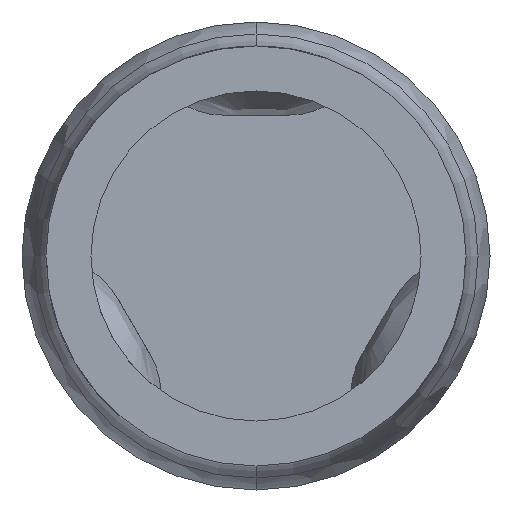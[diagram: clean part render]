
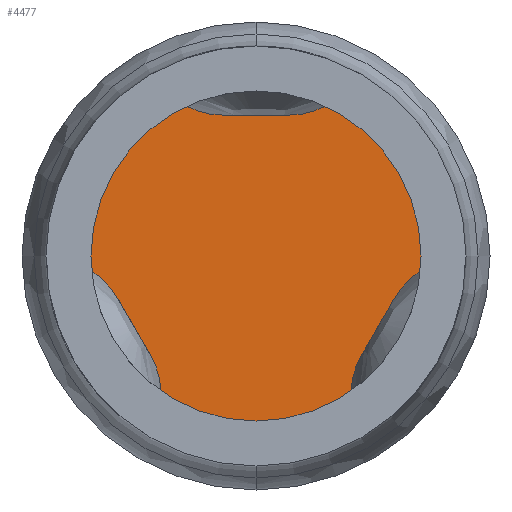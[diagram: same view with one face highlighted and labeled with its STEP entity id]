
A CAD part, front view. The second image highlights one B-rep face of the part: STEP entity #4477.
In plain terms, the highlighted planar face has unit normal (0, -1, 0).
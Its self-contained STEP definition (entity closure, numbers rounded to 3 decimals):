
#107 = CARTESIAN_POINT ( 'NONE',  ( 0., -27.781, 0. ) ) ;
#213 = PLANE ( 'NONE',  #4357 ) ;
#474 = CIRCLE ( 'NONE', #2886, 0.278 ) ;
#700 = CARTESIAN_POINT ( 'NONE',  ( 0., -27.781, -0.278 ) ) ;
#737 = VERTEX_POINT ( 'NONE', #700 ) ;
#797 = DIRECTION ( 'NONE',  ( 0., 0., 1. ) ) ;
#845 = DIRECTION ( 'NONE',  ( 0., 0., 1. ) ) ;
#1199 = AXIS2_PLACEMENT_3D ( 'NONE', #4661, #5091, #797 ) ;
#1610 = EDGE_CURVE ( 'Defeature ausgef�hrt1_41+Defeature ausgef�hrt1_25+Defeature ausgef�hrt1_25+Defeature ausgef�hrt1_25', #737, #2701, #474, .T. ) ;
#1623 = CARTESIAN_POINT ( 'NONE',  ( 0., -27.781, 0. ) ) ;
#1675 = DIRECTION ( 'NONE',  ( 0., -1., 0. ) ) ;
#2096 = ORIENTED_EDGE ( 'NONE', *, *, #4122, .T. ) ;
#2548 = FACE_OUTER_BOUND ( 'NONE', #3185, .T. ) ;
#2554 = DIRECTION ( 'NONE',  ( 0., 0., -1. ) ) ;
#2701 = VERTEX_POINT ( 'NONE', #3493 ) ;
#2811 = DIRECTION ( 'NONE',  ( 0., -1., 0. ) ) ;
#2886 = AXIS2_PLACEMENT_3D ( 'NONE', #1623, #2811, #845 ) ;
#3185 = EDGE_LOOP ( 'NONE', ( #2096, #3373 ) ) ;
#3373 = ORIENTED_EDGE ( 'NONE', *, *, #1610, .T. ) ;
#3493 = CARTESIAN_POINT ( 'NONE',  ( 0., -27.781, 0.278 ) ) ;
#3610 = CIRCLE ( 'NONE', #1199, 0.278 ) ;
#4122 = EDGE_CURVE ( 'Defeature ausgef�hrt1_41+Defeature ausgef�hrt1_25+Defeature ausgef�hrt1_25+Defeature ausgef�hrt1_25', #2701, #737, #3610, .T. ) ;
#4357 = AXIS2_PLACEMENT_3D ( 'NONE', #107, #1675, #2554 ) ;
#4477 = ADVANCED_FACE ( 'Defeature ausgef�hrt1_41', ( #2548 ), #213, .T. ) ;
#4661 = CARTESIAN_POINT ( 'NONE',  ( 0., -27.781, 0. ) ) ;
#5091 = DIRECTION ( 'NONE',  ( 0., -1., 0. ) ) ;
